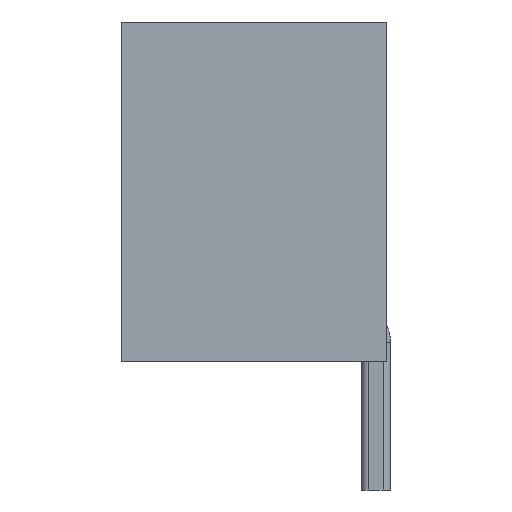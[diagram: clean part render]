
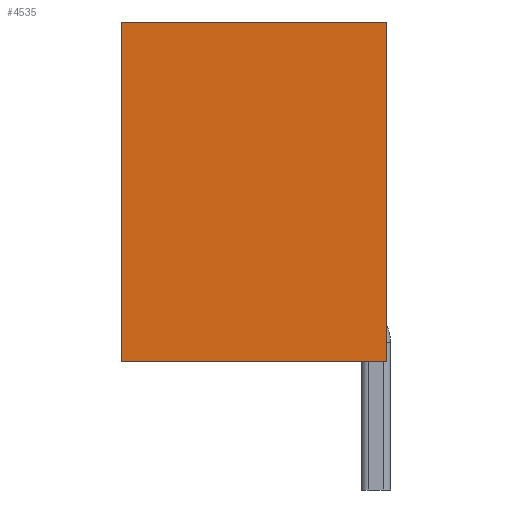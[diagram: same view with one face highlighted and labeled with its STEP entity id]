
A CAD part, left-side view. The second image highlights one B-rep face of the part: STEP entity #4535.
In plain terms, the highlighted planar face has unit normal (-1, 0, 0).
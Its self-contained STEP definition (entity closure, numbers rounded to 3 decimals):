
#193=DIRECTION('',(0.,-1.,0.));
#194=VECTOR('',#193,7.2);
#195=CARTESIAN_POINT('',(-4.2,3.45,0.));
#196=LINE('',#195,#194);
#1022=DIRECTION('',(0.,0.,-1.));
#1023=VECTOR('',#1022,9.2);
#1024=CARTESIAN_POINT('',(-4.2,-3.75,0.));
#1025=LINE('',#1024,#1023);
#1070=DIRECTION('',(0.,-1.,0.));
#1071=VECTOR('',#1070,7.2);
#1072=CARTESIAN_POINT('',(-4.2,3.45,-9.2));
#1073=LINE('',#1072,#1071);
#1744=DIRECTION('',(0.,0.,-1.));
#1745=VECTOR('',#1744,9.2);
#1746=CARTESIAN_POINT('',(-4.2,3.45,0.));
#1747=LINE('',#1746,#1745);
#1752=CARTESIAN_POINT('',(-4.2,3.45,0.));
#1753=CARTESIAN_POINT('',(-4.2,-3.75,0.));
#1754=VERTEX_POINT('',#1752);
#1755=VERTEX_POINT('',#1753);
#1760=CARTESIAN_POINT('',(-4.2,3.45,-9.2));
#1761=CARTESIAN_POINT('',(-4.2,-3.75,-9.2));
#1762=VERTEX_POINT('',#1760);
#1763=VERTEX_POINT('',#1761);
#4524=CARTESIAN_POINT('',(-4.2,3.45,0.));
#4525=DIRECTION('',(-1.,0.,0.));
#4526=DIRECTION('',(0.,-1.,0.));
#4527=AXIS2_PLACEMENT_3D('',#4524,#4525,#4526);
#4528=PLANE('',#4527);
#4529=ORIENTED_EDGE('',*,*,#2241,.T.);
#4530=ORIENTED_EDGE('',*,*,#3437,.T.);
#4531=ORIENTED_EDGE('',*,*,#3489,.F.);
#4532=ORIENTED_EDGE('',*,*,#2456,.F.);
#4533=EDGE_LOOP('',(#4529,#4530,#4531,#4532));
#4534=FACE_OUTER_BOUND('',#4533,.F.);
#2241=EDGE_CURVE('',#1754,#1755,#196,.T.);
#2456=EDGE_CURVE('',#1754,#1762,#1747,.T.);
#3437=EDGE_CURVE('',#1755,#1763,#1025,.T.);
#3489=EDGE_CURVE('',#1762,#1763,#1073,.T.);
#4535=ADVANCED_FACE('',(#4534),#4528,.T.);
